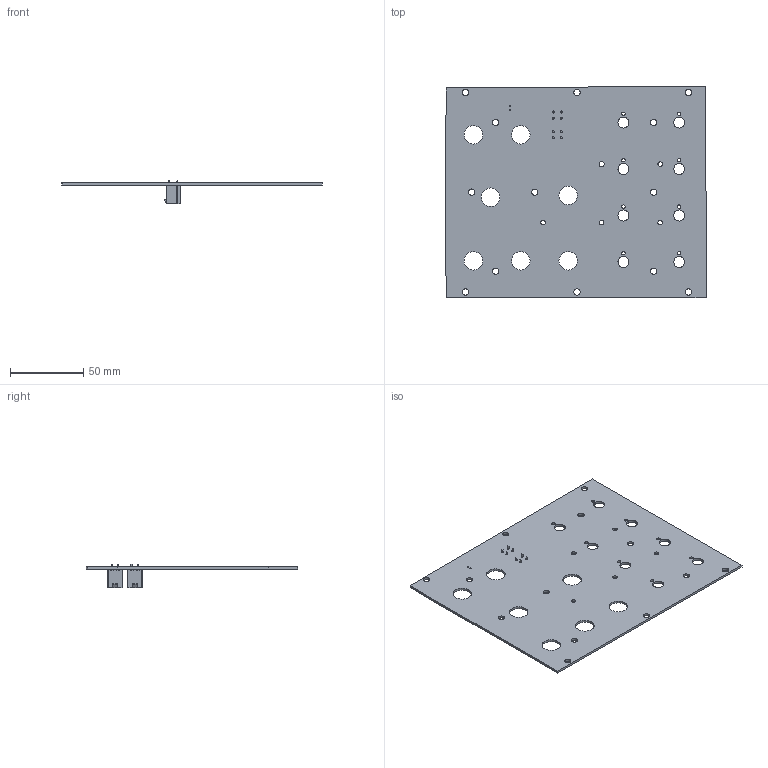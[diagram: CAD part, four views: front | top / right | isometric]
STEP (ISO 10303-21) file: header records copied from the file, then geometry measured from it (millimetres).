
FILE_DESCRIPTION(('KiCad electronic assembly'),'2;1');
FILE_NAME('COMM PANEL.step','2023-01-09T12:43:05',('Pcbnew'),('Kicad'), 'Open CASCADE STEP processor 7.6','KiCad to STEP converter','Unknown' );
FILE_SCHEMA(('AUTOMOTIVE_DESIGN { 1 0 10303 214 1 1 1 1 }'));
Length unit declared in the file: millimetre
Products named in the file (4): COMM PANEL 1; Molex_Mini-Fit_Jr_5566-04A_2x02_P4.20mm_Vertical; SOLID; COMM PANEL PCB
Assembly tree (4 placements, depth 3):
  COMM PANEL 1
    Molex_Mini-Fit_Jr_5566-04A_2x02_P4.20mm_Vertical  x2
      SOLID
    COMM PANEL PCB
Bounding box: 177.7 x 144.53 x 16.3 mm (x, y, z)
Volume: 39933.9 mm3; surface area: 53136.1 mm2
Topology: 3 solids, 3 shells, 319 faces, 863 edges, 574 vertices
Faces by surface type: plane 266, cylinder 53
Full cylindrical faces by diameter (mm): 0.9 x2, 1.4 x8, 2.38 x8, 3.1 x4, 3.544 x1, 4.3 x7, 4.305 x6, 7.54 x8, 12.7 x7
Entity records: 13048 total; most frequent: CARTESIAN_POINT 2107, DIRECTION 2053, LINE 1352, VECTOR 1352, ORIENTED_EDGE 1040, PCURVE 1040, DEFINITIONAL_REPRESENTATION 1040, EDGE_CURVE 520
